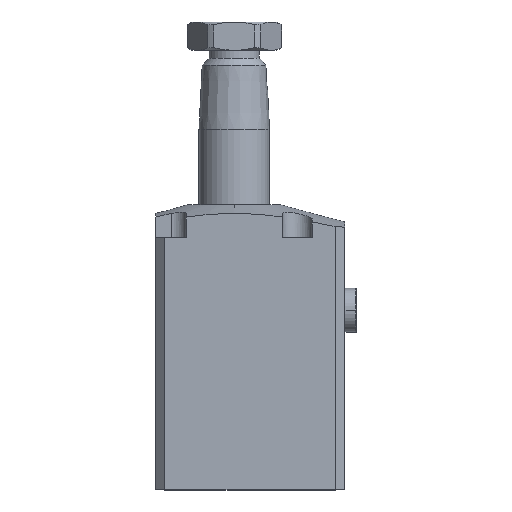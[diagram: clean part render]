
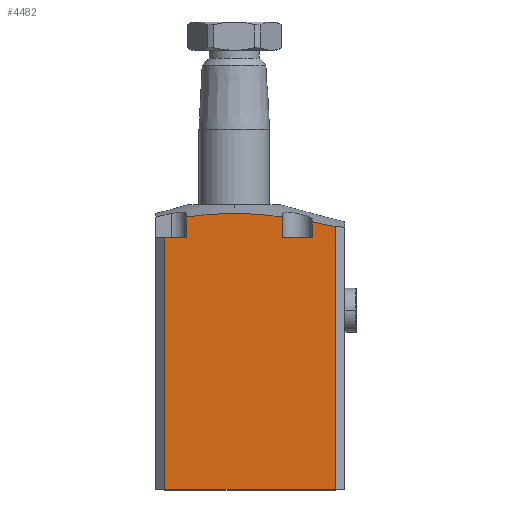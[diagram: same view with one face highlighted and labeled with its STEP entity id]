
A CAD part, top view. The second image highlights one B-rep face of the part: STEP entity #4482.
In plain terms, the highlighted planar face has unit normal (0, 0, 1).
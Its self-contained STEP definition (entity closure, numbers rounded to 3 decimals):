
#8 = VERTEX_POINT ( 'NONE', #4302 ) ;
#11 = VERTEX_POINT ( 'NONE', #4299 ) ;
#16 = VERTEX_POINT ( 'NONE', #4294 ) ;
#19 = VERTEX_POINT ( 'NONE', #4291 ) ;
#21 = VERTEX_POINT ( 'NONE', #4289 ) ;
#22 = VERTEX_POINT ( 'NONE', #4288 ) ;
#23 = VERTEX_POINT ( 'NONE', #4287 ) ;
#28 = VERTEX_POINT ( 'NONE', #4282 ) ;
#30 = VERTEX_POINT ( 'NONE', #4280 ) ;
#31 = VERTEX_POINT ( 'NONE', #4279 ) ;
#266 = EDGE_LOOP ( 'NONE', ( #3098, #3099, #3100, #3101, #3102, #3103, #3104, #3105, #3106, #3107, #3108 ) ) ;
#772 = VECTOR ( 'NONE', #2245, 1000. ) ;
#774 = VECTOR ( 'NONE', #2250, 1000. ) ;
#775 = LINE ( 'NONE', #2246, #772 ) ;
#776 = VECTOR ( 'NONE', #2251, 1000. ) ;
#777 = LINE ( 'NONE', #2255, #776 ) ;
#780 = VECTOR ( 'NONE', #2260, 1000. ) ;
#783 = VECTOR ( 'NONE', #2262, 1000. ) ;
#785 = LINE ( 'NONE', #2261, #780 ) ;
#786 = VECTOR ( 'NONE', #2264, 1000. ) ;
#787 = LINE ( 'NONE', #2259, #774 ) ;
#788 = VECTOR ( 'NONE', #2275, 1000. ) ;
#789 = LINE ( 'NONE', #2270, #783 ) ;
#790 = LINE ( 'NONE', #2277, #788 ) ;
#808 = VECTOR ( 'NONE', #2329, 1000. ) ;
#811 = LINE ( 'NONE', #2332, #808 ) ;
#813 = LINE ( 'NONE', #2269, #786 ) ;
#1120 = FACE_OUTER_BOUND ( 'NONE', #266, .T. ) ;
#1560 = VERTEX_POINT ( 'NONE', #4150 ) ;
#2238 = CARTESIAN_POINT ( 'NONE',  ( 0., 87.74, 25. ) ) ;
#2239 = CARTESIAN_POINT ( 'NONE',  ( 2.584, 87.74, 25. ) ) ;
#2240 = CARTESIAN_POINT ( 'NONE',  ( 5.144, 87.631, 25. ) ) ;
#2241 = CARTESIAN_POINT ( 'NONE',  ( 10.223, 87.231, 25. ) ) ;
#2245 = DIRECTION ( 'NONE',  ( 0., 1., 0. ) ) ;
#2246 = CARTESIAN_POINT ( 'NONE',  ( 15.25, 80., 25. ) ) ;
#2250 = DIRECTION ( 'NONE',  ( -1., 0., 0. ) ) ;
#2251 = DIRECTION ( 'NONE',  ( 0., 1., 0. ) ) ;
#2254 = CARTESIAN_POINT ( 'NONE',  ( 15.25, 86.592, 25. ) ) ;
#2255 = CARTESIAN_POINT ( 'NONE',  ( 24.75, 80., 25. ) ) ;
#2256 = CARTESIAN_POINT ( 'NONE',  ( 24.75, 85.013, 25. ) ) ;
#2257 = CARTESIAN_POINT ( 'NONE',  ( 27.173, 84.556, 25. ) ) ;
#2258 = CARTESIAN_POINT ( 'NONE',  ( 12.743, 86.942, 25. ) ) ;
#2259 = CARTESIAN_POINT ( 'NONE',  ( 24.75, 80., 25. ) ) ;
#2260 = DIRECTION ( 'NONE',  ( 0., 1., 0. ) ) ;
#2261 = CARTESIAN_POINT ( 'NONE',  ( 32., 90.5, 25. ) ) ;
#2262 = DIRECTION ( 'NONE',  ( 0., -1., 0. ) ) ;
#2263 = CARTESIAN_POINT ( 'NONE',  ( 32., 83.558, 25. ) ) ;
#2264 = DIRECTION ( 'NONE',  ( 1., 0., 0. ) ) ;
#2265 = CARTESIAN_POINT ( 'NONE',  ( 29.589, 84.067, 25. ) ) ;
#2269 = CARTESIAN_POINT ( 'NONE',  ( -15.25, 80., 25. ) ) ;
#2270 = CARTESIAN_POINT ( 'NONE',  ( -22., 90.5, 25. ) ) ;
#2275 = DIRECTION ( 'NONE',  ( 0., 1., 0. ) ) ;
#2277 = CARTESIAN_POINT ( 'NONE',  ( -15.25, 66.211, 25. ) ) ;
#2329 = DIRECTION ( 'NONE',  ( 1., 0., 0. ) ) ;
#2332 = CARTESIAN_POINT ( 'NONE',  ( -25., 0., 25. ) ) ;
#2353 = CARTESIAN_POINT ( 'NONE',  ( -15.25, 86.592, 25. ) ) ;
#2354 = CARTESIAN_POINT ( 'NONE',  ( -12.723, 86.945, 25. ) ) ;
#2355 = CARTESIAN_POINT ( 'NONE',  ( -10.19, 87.234, 25. ) ) ;
#2357 = CARTESIAN_POINT ( 'NONE',  ( -6.378, 87.533, 25. ) ) ;
#2358 = CARTESIAN_POINT ( 'NONE',  ( -5.105, 87.61, 25. ) ) ;
#2359 = CARTESIAN_POINT ( 'NONE',  ( -2.553, 87.714, 25. ) ) ;
#2365 = CARTESIAN_POINT ( 'NONE',  ( 0., 87.74, 25. ) ) ;
#2366 = CARTESIAN_POINT ( 'NONE',  ( -1.273, 87.74, 25. ) ) ;
#3098 = ORIENTED_EDGE ( 'NONE', *, *, #4899, .F. ) ;
#3099 = ORIENTED_EDGE ( 'NONE', *, *, #4900, .F. ) ;
#3100 = ORIENTED_EDGE ( 'NONE', *, *, #4901, .T. ) ;
#3101 = ORIENTED_EDGE ( 'NONE', *, *, #4884, .T. ) ;
#3102 = ORIENTED_EDGE ( 'NONE', *, *, #4902, .T. ) ;
#3103 = ORIENTED_EDGE ( 'NONE', *, *, #4903, .T. ) ;
#3104 = ORIENTED_EDGE ( 'NONE', *, *, #4904, .F. ) ;
#3105 = ORIENTED_EDGE ( 'NONE', *, *, #4905, .T. ) ;
#3106 = ORIENTED_EDGE ( 'NONE', *, *, #4906, .T. ) ;
#3107 = ORIENTED_EDGE ( 'NONE', *, *, #4907, .T. ) ;
#3108 = ORIENTED_EDGE ( 'NONE', *, *, #4876, .T. ) ;
#3798 = DIRECTION ( 'NONE',  ( -1., 0., 0. ) ) ;
#3799 = DIRECTION ( 'NONE',  ( 0., 0., -1. ) ) ;
#3803 = PLANE ( 'NONE',  #4564 ) ;
#3809 = CARTESIAN_POINT ( 'NONE',  ( -25., 90.5, 25. ) ) ;
#4150 = CARTESIAN_POINT ( 'NONE',  ( -22., 80., 25. ) ) ;
#4279 = CARTESIAN_POINT ( 'NONE',  ( 15.25, 86.592, 25. ) ) ;
#4280 = CARTESIAN_POINT ( 'NONE',  ( 15.25, 80., 25. ) ) ;
#4282 = CARTESIAN_POINT ( 'NONE',  ( 24.75, 85.013, 25. ) ) ;
#4287 = CARTESIAN_POINT ( 'NONE',  ( -15.25, 80., 25. ) ) ;
#4288 = CARTESIAN_POINT ( 'NONE',  ( 32., 83.558, 25. ) ) ;
#4289 = CARTESIAN_POINT ( 'NONE',  ( 24.75, 80., 25. ) ) ;
#4291 = CARTESIAN_POINT ( 'NONE',  ( 32., 0., 25. ) ) ;
#4294 = CARTESIAN_POINT ( 'NONE',  ( -22., 0., 25. ) ) ;
#4299 = CARTESIAN_POINT ( 'NONE',  ( -15.25, 86.592, 25. ) ) ;
#4302 = CARTESIAN_POINT ( 'NONE',  ( 0., 87.74, 25. ) ) ;
#4333 = B_SPLINE_CURVE_WITH_KNOTS ( 'NONE', 3,
 ( #2254, #2258, #2241, #2240, #2239, #2238 ),
 .UNSPECIFIED., .F., .F.,
 ( 4, 2, 4 ),
 ( 0.126, 0.134, 0.141 ),
 .UNSPECIFIED. ) ;
#4336 = B_SPLINE_CURVE_WITH_KNOTS ( 'NONE', 3,
 ( #2263, #2265, #2257, #2256 ),
 .UNSPECIFIED., .F., .F.,
 ( 4, 4 ),
 ( 0.109, 0.117 ),
 .UNSPECIFIED. ) ;
#4426 = B_SPLINE_CURVE_WITH_KNOTS ( 'NONE', 3,
 ( #2365, #2366, #2359, #2358, #2357, #2355, #2354, #2353 ),
 .UNSPECIFIED., .F., .F.,
 ( 4, 2, 2, 4 ),
 ( 0.141, 0.145, 0.149, 0.156 ),
 .UNSPECIFIED. ) ;
#4482 = ADVANCED_FACE ( 'NONE', ( #1120 ), #3803, .F. ) ;
#4564 = AXIS2_PLACEMENT_3D ( 'NONE', #3809, #3799, #3798 ) ;
#4876 = EDGE_CURVE ( 'NONE', #8, #11, #4426, .T. ) ;
#4884 = EDGE_CURVE ( 'NONE', #16, #19, #811, .T. ) ;
#4899 = EDGE_CURVE ( 'NONE', #23, #11, #790, .T. ) ;
#4900 = EDGE_CURVE ( 'NONE', #1560, #23, #813, .T. ) ;
#4901 = EDGE_CURVE ( 'NONE', #1560, #16, #789, .T. ) ;
#4902 = EDGE_CURVE ( 'NONE', #19, #22, #785, .T. ) ;
#4903 = EDGE_CURVE ( 'NONE', #22, #28, #4336, .T. ) ;
#4904 = EDGE_CURVE ( 'NONE', #21, #28, #777, .T. ) ;
#4905 = EDGE_CURVE ( 'NONE', #21, #30, #787, .T. ) ;
#4906 = EDGE_CURVE ( 'NONE', #30, #31, #775, .T. ) ;
#4907 = EDGE_CURVE ( 'NONE', #31, #8, #4333, .T. ) ;
